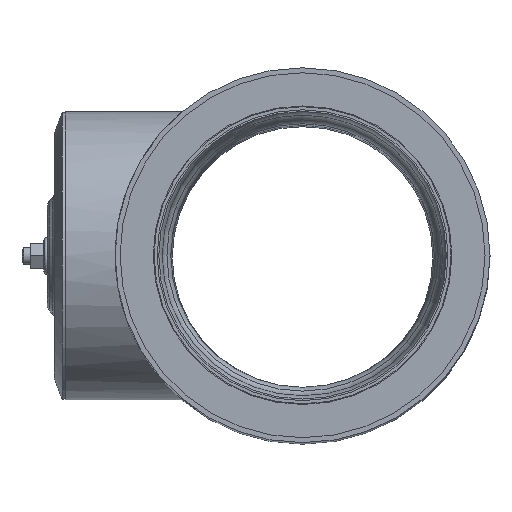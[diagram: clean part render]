
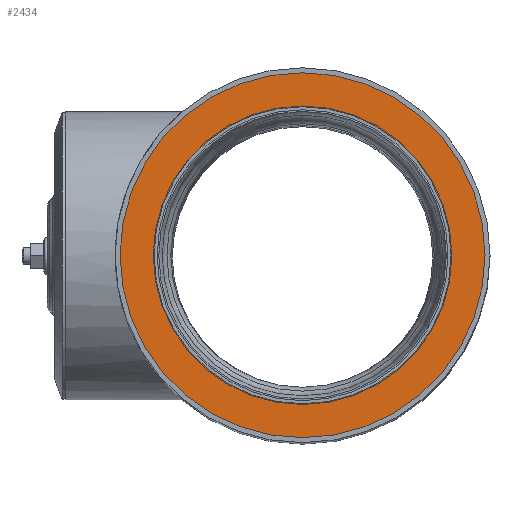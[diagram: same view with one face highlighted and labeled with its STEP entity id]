
A CAD part, top view. The second image highlights one B-rep face of the part: STEP entity #2434.
In plain terms, the highlighted planar face has unit normal (0, 0, 1).
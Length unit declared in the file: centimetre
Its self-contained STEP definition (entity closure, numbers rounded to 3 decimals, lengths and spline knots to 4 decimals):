
#81=FACE_BOUND('',#701,.T.);
#119=PLANE('',#2702);
#313=CIRCLE('',#2691,106.6);
#317=CIRCLE('',#2697,86.7584);
#523=FACE_OUTER_BOUND('',#700,.T.);
#700=EDGE_LOOP('',(#1878));
#701=EDGE_LOOP('',(#1879));
#1104=VERTEX_POINT('',#5099);
#1108=VERTEX_POINT('',#5111);
#1380=EDGE_CURVE('',#1104,#1104,#313,.T.);
#1385=EDGE_CURVE('',#1108,#1108,#317,.T.);
#1878=ORIENTED_EDGE('',*,*,#1380,.T.);
#1879=ORIENTED_EDGE('',*,*,#1385,.T.);
#2434=ADVANCED_FACE('',(#523,#81),#119,.T.);
#2691=AXIS2_PLACEMENT_3D('',#5101,#3249,#3250);
#2697=AXIS2_PLACEMENT_3D('',#5112,#3262,#3263);
#2702=AXIS2_PLACEMENT_3D('',#5120,#3273,#3274);
#3249=DIRECTION('center_axis',(0.,0.,1.));
#3250=DIRECTION('ref_axis',(1.,0.,0.));
#3262=DIRECTION('center_axis',(0.,0.,-1.));
#3263=DIRECTION('ref_axis',(-1.,0.,0.));
#3273=DIRECTION('center_axis',(0.,0.,1.));
#3274=DIRECTION('ref_axis',(-1.,0.,0.));
#5099=CARTESIAN_POINT('',(-106.6,294.2593,285.7407));
#5101=CARTESIAN_POINT('Origin',(0.,294.2593,285.7407));
#5111=CARTESIAN_POINT('',(86.7584,294.2593,285.7407));
#5112=CARTESIAN_POINT('Origin',(0.,294.2593,285.7407));
#5120=CARTESIAN_POINT('Origin',(0.,294.2593,285.7407));
